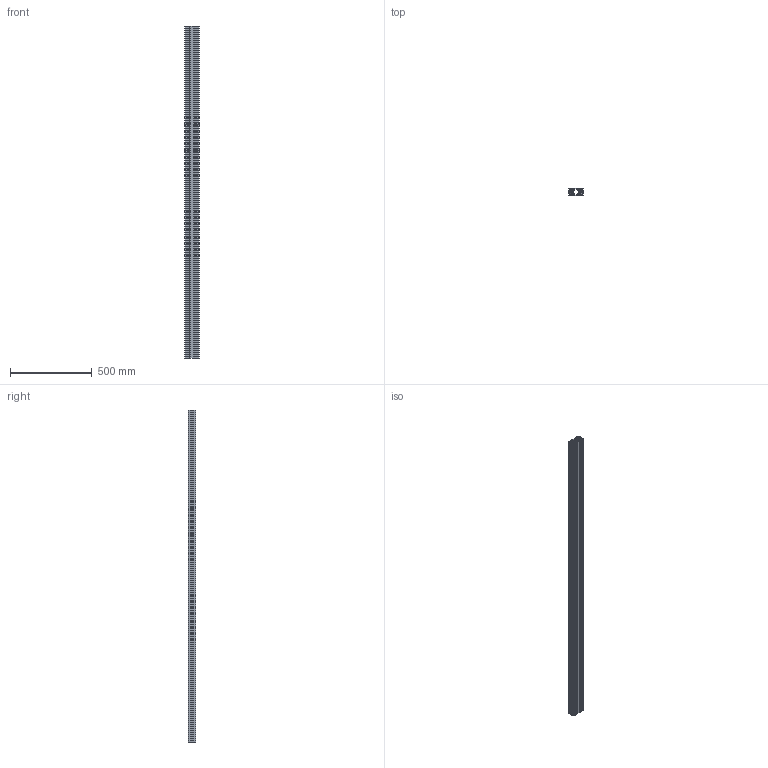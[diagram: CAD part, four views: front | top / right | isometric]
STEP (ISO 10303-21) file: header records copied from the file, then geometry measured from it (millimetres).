
FILE_DESCRIPTION (( 'STEP AP214' ), '1' );
FILE_NAME ('ST-EXT-002-2025.STEP', '2022-04-29T01:48:53', ( '' ), ( '' ), 'SwSTEP 2.0', 'SolidWorks 2021', '' );
FILE_SCHEMA (( 'AUTOMOTIVE_DESIGN' ));
Length unit declared in the file: millimetre
Products named in the file (1): ST-EXT-002-2025
Bounding box: 90 x 45 x 2025 mm (x, y, z)
Volume: 2489686.1 mm3; surface area: 2046977 mm2
Topology: 1 solids, 1 shells, 488 faces, 1458 edges, 972 vertices
Faces by surface type: cylinder 270, plane 218
Entity records: 16680 total; most frequent: DIRECTION 2976, CARTESIAN_POINT 2919, ORIENTED_EDGE 2916, EDGE_CURVE 1458, AXIS2_PLACEMENT_3D 1029, VERTEX_POINT 972, VECTOR 918, LINE 918
